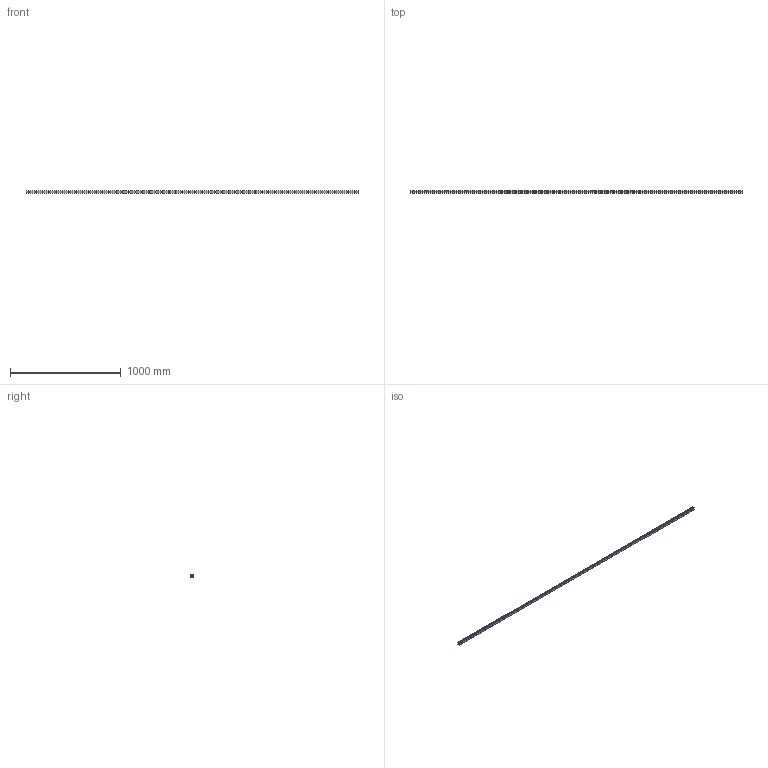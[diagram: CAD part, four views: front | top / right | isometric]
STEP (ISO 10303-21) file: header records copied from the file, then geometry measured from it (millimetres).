
FILE_DESCRIPTION(/* description */ ('STEP AP214'),/* implementation_level */ '2;1');
FILE_NAME(/* name */ 'SHS25-3000L(GK) RAIL(30)',/* time_stamp */ '2023-02-06T10:44:10+01:00',/* author */ ('License CC BY-ND 4.0'),/* organization */ ('CADENAS'),/* preprocessor_version */ 'ST-DEVELOPER v18.102',/* originating_system */ 'PARTsolutions',/* authorisation */ ' ');
FILE_SCHEMA (('AUTOMOTIVE_DESIGN {1 0 10303 214 3 1 1}'));
Length unit declared in the file: millimetre
Products named in the file (1): SHS25-3000L(GK) RAIL(30)
Bounding box: 3000 x 20 x 23 mm (x, y, z)
Volume: 1163426.8 mm3; surface area: 285855.5 mm2
Topology: 1 solids, 1 shells, 188 faces, 408 edges, 272 vertices
Faces by surface type: cylinder 122, plane 66
Full cylindrical faces by diameter (mm): 7 x50, 11 x50
Entity records: 4986 total; most frequent: DIRECTION 930, CARTESIAN_POINT 769, ORIENTED_EDGE 616, EDGE_LOOP 438, FACE_BOUND 438, AXIS2_PLACEMENT_3D 433, EDGE_CURVE 308, VERTEX_POINT 272
